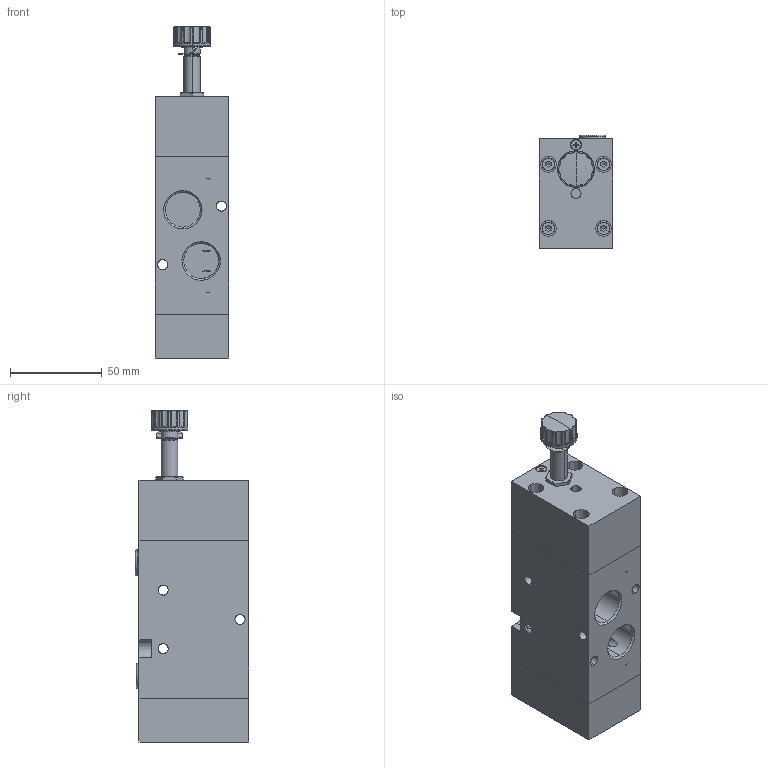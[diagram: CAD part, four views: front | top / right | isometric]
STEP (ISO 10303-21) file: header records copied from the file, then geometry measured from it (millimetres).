
FILE_DESCRIPTION (( 'STEP AP214' ), '1' );
FILE_NAME ('02_004_3.STEP', '2016-01-29T14:24:30', ( '' ), ( '' ), 'SwSTEP 2.0', 'SolidWorks 2016', '' );
FILE_SCHEMA (( 'AUTOMOTIVE_DESIGN' ));
Length unit declared in the file: millimetre
Products named in the file (1): 02_004_3
Bounding box: 40 x 62.08 x 181.4 mm (x, y, z)
Volume: 324453.6 mm3; surface area: 60829.3 mm2
Topology: 14 solids, 17 shells, 751 faces, 1842 edges, 1163 vertices
Faces by surface type: plane 341, cylinder 190, cone 136, torus 66, sphere 16, bspline 2
Entity records: 26935 total; most frequent: CARTESIAN_POINT 5332, DIRECTION 3679, ORIENTED_EDGE 3602, EDGE_CURVE 1801, AXIS2_PLACEMENT_3D 1441, VERTEX_POINT 1148, EDGE_LOOP 837, LINE 797
